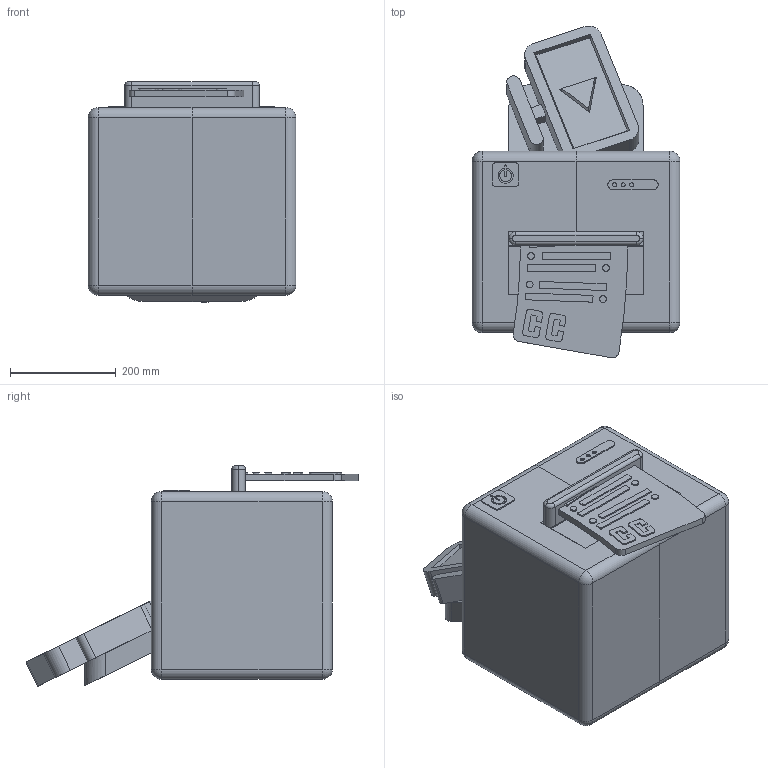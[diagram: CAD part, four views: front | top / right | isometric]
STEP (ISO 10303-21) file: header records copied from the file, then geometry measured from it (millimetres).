
FILE_DESCRIPTION (( 'STEP AP214' ), '1' );
FILE_NAME ('[A] Static-Multi Color Glue.STEP', '2018-10-30T00:14:29', ( '' ), ( '' ), 'SwSTEP 2.0', 'SolidWorks 2017', '' );
FILE_SCHEMA (( 'AUTOMOTIVE_DESIGN' ));
Length unit declared in the file: inch
Products named in the file (8): [P] Static-Multi Color Glue - Script; [A] Static-Multi Color Glue; [P] Static-Multi Color Glue - Bill; [P] Static-Multi Color Glue - TV; [P] Static-Multi Color Glue - TV Background; [P] Static-Multi Color Glue - Tray; [P] Static-Multi Color Glue - Main Body Right; [P] Static-Multi Color Glue - Main Body Left
Assembly tree (7 placements, depth 2):
  [A] Static-Multi Color Glue
    [P] Static-Multi Color Glue - Main Body Left
    [P] Static-Multi Color Glue - Main Body Right
    [P] Static-Multi Color Glue - TV Background
    [P] Static-Multi Color Glue - Bill
    [P] Static-Multi Color Glue - Script
    [P] Static-Multi Color Glue - Tray
    [P] Static-Multi Color Glue - TV
Bounding box: 393.7 x 628.64 x 417.49 mm (x, y, z)
Volume: 51024152.7 mm3; surface area: 1692465.3 mm2
Topology: 7 solids, 7 shells, 486 faces, 1268 edges, 828 vertices
Faces by surface type: plane 294, cylinder 105, bspline 75, sphere 8, torus 4
Entity records: 22174 total; most frequent: CARTESIAN_POINT 7447, ORIENTED_EDGE 2520, DIRECTION 2160, EDGE_CURVE 1260, LINE 894, VECTOR 894, VERTEX_POINT 828, AXIS2_PLACEMENT_3D 633
